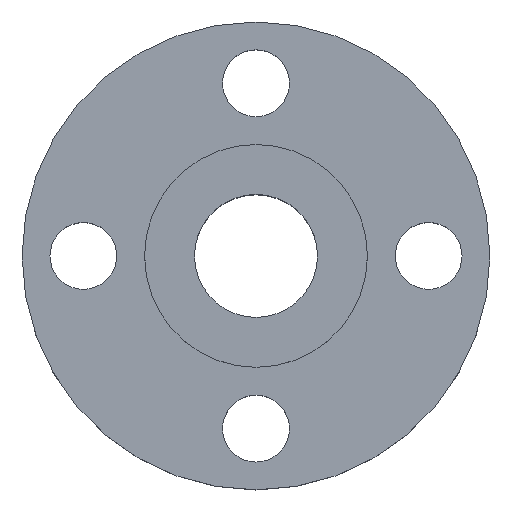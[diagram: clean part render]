
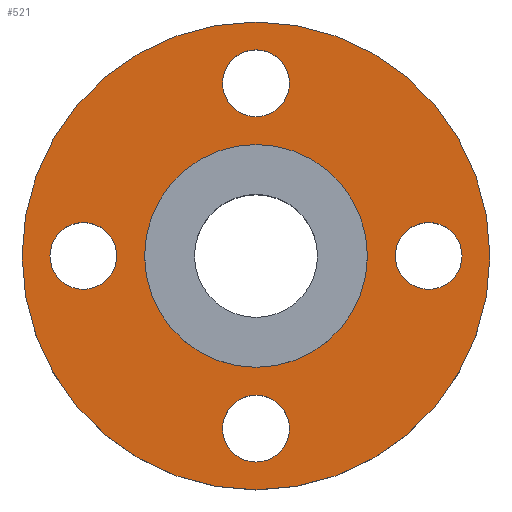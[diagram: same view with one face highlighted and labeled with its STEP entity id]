
A CAD part, top view. The second image highlights one B-rep face of the part: STEP entity #521.
In plain terms, the highlighted planar face has unit normal (0, 0, 1).
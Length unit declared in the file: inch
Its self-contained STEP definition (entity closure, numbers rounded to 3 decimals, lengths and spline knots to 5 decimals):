
#6 = EDGE_CURVE ( 'NONE', #311, #588, #47, .T. ) ;
#8 = CIRCLE ( 'NONE', #308, 0.375 ) ;
#13 = DIRECTION ( 'NONE',  ( 1., 0., 0. ) ) ;
#21 = AXIS2_PLACEMENT_3D ( 'NONE', #337, #513, #257 ) ;
#22 = AXIS2_PLACEMENT_3D ( 'NONE', #711, #577, #121 ) ;
#29 = FACE_BOUND ( 'NONE', #229, .T. ) ;
#45 = ORIENTED_EDGE ( 'NONE', *, *, #697, .F. ) ;
#47 = CIRCLE ( 'NONE', #830, 1.25 ) ;
#57 = VERTEX_POINT ( 'NONE', #309 ) ;
#59 = CARTESIAN_POINT ( 'NONE',  ( 2.3125, 0., -0.25 ) ) ;
#61 = ORIENTED_EDGE ( 'NONE', *, *, #617, .F. ) ;
#62 = DIRECTION ( 'NONE',  ( 0., 0., 1. ) ) ;
#68 = AXIS2_PLACEMENT_3D ( 'NONE', #294, #747, #473 ) ;
#83 = DIRECTION ( 'NONE',  ( 0., -1., 0. ) ) ;
#97 = EDGE_CURVE ( 'NONE', #130, #680, #110, .T. ) ;
#101 = PLANE ( 'NONE',  #68 ) ;
#103 = ORIENTED_EDGE ( 'NONE', *, *, #97, .F. ) ;
#109 = CARTESIAN_POINT ( 'NONE',  ( -1.9375, 0., -0.25 ) ) ;
#110 = CIRCLE ( 'NONE', #773, 0.375 ) ;
#112 = AXIS2_PLACEMENT_3D ( 'NONE', #523, #803, #399 ) ;
#116 = CARTESIAN_POINT ( 'NONE',  ( -0.375, 1.9375, -0.25 ) ) ;
#121 = DIRECTION ( 'NONE',  ( 1., 0., 0. ) ) ;
#127 = DIRECTION ( 'NONE',  ( 1., 0., 0. ) ) ;
#130 = VERTEX_POINT ( 'NONE', #293 ) ;
#147 = DIRECTION ( 'NONE',  ( 0., 0., 1. ) ) ;
#155 = AXIS2_PLACEMENT_3D ( 'NONE', #650, #730, #83 ) ;
#163 = FACE_OUTER_BOUND ( 'NONE', #496, .T. ) ;
#168 = FACE_BOUND ( 'NONE', #786, .T. ) ;
#193 = DIRECTION ( 'NONE',  ( 0., 0., 1. ) ) ;
#196 = CARTESIAN_POINT ( 'NONE',  ( 1.25, 0., -0.25 ) ) ;
#205 = CARTESIAN_POINT ( 'NONE',  ( 0., 0., -0.25 ) ) ;
#206 = DIRECTION ( 'NONE',  ( 0., 0., 1. ) ) ;
#218 = CARTESIAN_POINT ( 'NONE',  ( 0., 0., -0.25 ) ) ;
#219 = ORIENTED_EDGE ( 'NONE', *, *, #458, .F. ) ;
#229 = EDGE_LOOP ( 'NONE', ( #820, #61 ) ) ;
#238 = DIRECTION ( 'NONE',  ( 0., 0., 1. ) ) ;
#243 = CARTESIAN_POINT ( 'NONE',  ( 0.375, 1.9375, -0.25 ) ) ;
#257 = DIRECTION ( 'NONE',  ( -1., 0., 0. ) ) ;
#258 = DIRECTION ( 'NONE',  ( 1., 0., 0. ) ) ;
#260 = CIRCLE ( 'NONE', #155, 0.375 ) ;
#293 = CARTESIAN_POINT ( 'NONE',  ( -0.375, -1.9375, -0.25 ) ) ;
#294 = CARTESIAN_POINT ( 'NONE',  ( 0., 1.25, -0.25 ) ) ;
#299 = CIRCLE ( 'NONE', #663, 0.375 ) ;
#306 = VERTEX_POINT ( 'NONE', #59 ) ;
#308 = AXIS2_PLACEMENT_3D ( 'NONE', #626, #238, #842 ) ;
#309 = CARTESIAN_POINT ( 'NONE',  ( -1.5625, 0., -0.25 ) ) ;
#311 = VERTEX_POINT ( 'NONE', #196 ) ;
#334 = VERTEX_POINT ( 'NONE', #243 ) ;
#335 = AXIS2_PLACEMENT_3D ( 'NONE', #205, #62, #13 ) ;
#336 = DIRECTION ( 'NONE',  ( 1., 0., 0. ) ) ;
#337 = CARTESIAN_POINT ( 'NONE',  ( 1.9375, 0., -0.25 ) ) ;
#340 = FACE_BOUND ( 'NONE', #522, .T. ) ;
#355 = ORIENTED_EDGE ( 'NONE', *, *, #356, .T. ) ;
#356 = EDGE_CURVE ( 'NONE', #743, #698, #529, .T. ) ;
#364 = CARTESIAN_POINT ( 'NONE',  ( -1.25, 0., -0.25 ) ) ;
#373 = DIRECTION ( 'NONE',  ( 0., 0., 1. ) ) ;
#377 = CARTESIAN_POINT ( 'NONE',  ( -2.625, 0., -0.25 ) ) ;
#399 = DIRECTION ( 'NONE',  ( -1., 0., 0. ) ) ;
#405 = ORIENTED_EDGE ( 'NONE', *, *, #739, .F. ) ;
#424 = CARTESIAN_POINT ( 'NONE',  ( 0., 0., -0.25 ) ) ;
#441 = CARTESIAN_POINT ( 'NONE',  ( 0.375, -1.9375, -0.25 ) ) ;
#451 = CIRCLE ( 'NONE', #335, 2.625 ) ;
#454 = CARTESIAN_POINT ( 'NONE',  ( 1.5625, 0., -0.25 ) ) ;
#456 = EDGE_LOOP ( 'NONE', ( #536, #45 ) ) ;
#458 = EDGE_CURVE ( 'NONE', #57, #516, #299, .T. ) ;
#463 = FACE_BOUND ( 'NONE', #456, .T. ) ;
#465 = VERTEX_POINT ( 'NONE', #454 ) ;
#473 = DIRECTION ( 'NONE',  ( -1., 0., 0. ) ) ;
#479 = AXIS2_PLACEMENT_3D ( 'NONE', #218, #147, #336 ) ;
#491 = ORIENTED_EDGE ( 'NONE', *, *, #560, .F. ) ;
#492 = DIRECTION ( 'NONE',  ( 0., -1., 0. ) ) ;
#496 = EDGE_LOOP ( 'NONE', ( #728, #355 ) ) ;
#504 = DIRECTION ( 'NONE',  ( 1., 0., 0. ) ) ;
#511 = ORIENTED_EDGE ( 'NONE', *, *, #547, .F. ) ;
#513 = DIRECTION ( 'NONE',  ( 0., 0., 1. ) ) ;
#514 = CIRCLE ( 'NONE', #112, 0.375 ) ;
#516 = VERTEX_POINT ( 'NONE', #544 ) ;
#521 = ADVANCED_FACE ( 'NONE', ( #463, #621, #168, #340, #29, #163 ), #101, .F. ) ;
#522 = EDGE_LOOP ( 'NONE', ( #219, #491 ) ) ;
#523 = CARTESIAN_POINT ( 'NONE',  ( 1.9375, 0., -0.25 ) ) ;
#529 = CIRCLE ( 'NONE', #479, 2.625 ) ;
#536 = ORIENTED_EDGE ( 'NONE', *, *, #570, .F. ) ;
#542 = CARTESIAN_POINT ( 'NONE',  ( 2.625, 0., -0.25 ) ) ;
#544 = CARTESIAN_POINT ( 'NONE',  ( -2.3125, 0., -0.25 ) ) ;
#547 = EDGE_CURVE ( 'NONE', #680, #130, #8, .T. ) ;
#560 = EDGE_CURVE ( 'NONE', #516, #57, #847, .T. ) ;
#570 = EDGE_CURVE ( 'NONE', #334, #583, #691, .T. ) ;
#577 = DIRECTION ( 'NONE',  ( 0., 0., 1. ) ) ;
#583 = VERTEX_POINT ( 'NONE', #116 ) ;
#584 = AXIS2_PLACEMENT_3D ( 'NONE', #631, #373, #492 ) ;
#588 = VERTEX_POINT ( 'NONE', #364 ) ;
#617 = EDGE_CURVE ( 'NONE', #588, #311, #818, .T. ) ;
#621 = FACE_BOUND ( 'NONE', #713, .T. ) ;
#626 = CARTESIAN_POINT ( 'NONE',  ( 0., -1.9375, -0.25 ) ) ;
#631 = CARTESIAN_POINT ( 'NONE',  ( 0., 1.9375, -0.25 ) ) ;
#650 = CARTESIAN_POINT ( 'NONE',  ( 0., 1.9375, -0.25 ) ) ;
#663 = AXIS2_PLACEMENT_3D ( 'NONE', #804, #206, #258 ) ;
#670 = EDGE_CURVE ( 'NONE', #698, #743, #451, .T. ) ;
#675 = CIRCLE ( 'NONE', #21, 0.375 ) ;
#680 = VERTEX_POINT ( 'NONE', #441 ) ;
#691 = CIRCLE ( 'NONE', #584, 0.375 ) ;
#697 = EDGE_CURVE ( 'NONE', #583, #334, #260, .T. ) ;
#698 = VERTEX_POINT ( 'NONE', #542 ) ;
#708 = DIRECTION ( 'NONE',  ( 0., 0., 1. ) ) ;
#711 = CARTESIAN_POINT ( 'NONE',  ( 0., 0., -0.25 ) ) ;
#713 = EDGE_LOOP ( 'NONE', ( #405, #738 ) ) ;
#728 = ORIENTED_EDGE ( 'NONE', *, *, #670, .T. ) ;
#730 = DIRECTION ( 'NONE',  ( 0., 0., 1. ) ) ;
#738 = ORIENTED_EDGE ( 'NONE', *, *, #796, .F. ) ;
#739 = EDGE_CURVE ( 'NONE', #306, #465, #675, .T. ) ;
#743 = VERTEX_POINT ( 'NONE', #377 ) ;
#747 = DIRECTION ( 'NONE',  ( 0., 0., -1. ) ) ;
#763 = AXIS2_PLACEMENT_3D ( 'NONE', #109, #787, #504 ) ;
#773 = AXIS2_PLACEMENT_3D ( 'NONE', #780, #193, #852 ) ;
#780 = CARTESIAN_POINT ( 'NONE',  ( 0., -1.9375, -0.25 ) ) ;
#786 = EDGE_LOOP ( 'NONE', ( #511, #103 ) ) ;
#787 = DIRECTION ( 'NONE',  ( 0., 0., 1. ) ) ;
#796 = EDGE_CURVE ( 'NONE', #465, #306, #514, .T. ) ;
#803 = DIRECTION ( 'NONE',  ( 0., 0., 1. ) ) ;
#804 = CARTESIAN_POINT ( 'NONE',  ( -1.9375, 0., -0.25 ) ) ;
#818 = CIRCLE ( 'NONE', #22, 1.25 ) ;
#820 = ORIENTED_EDGE ( 'NONE', *, *, #6, .F. ) ;
#830 = AXIS2_PLACEMENT_3D ( 'NONE', #424, #708, #127 ) ;
#842 = DIRECTION ( 'NONE',  ( 0., 1., 0. ) ) ;
#847 = CIRCLE ( 'NONE', #763, 0.375 ) ;
#852 = DIRECTION ( 'NONE',  ( 0., 1., 0. ) ) ;
